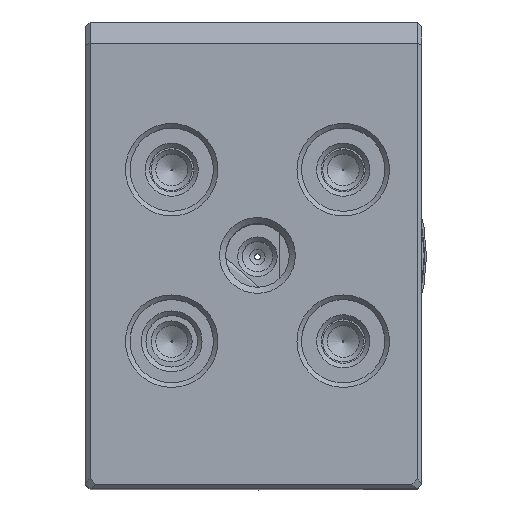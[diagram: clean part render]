
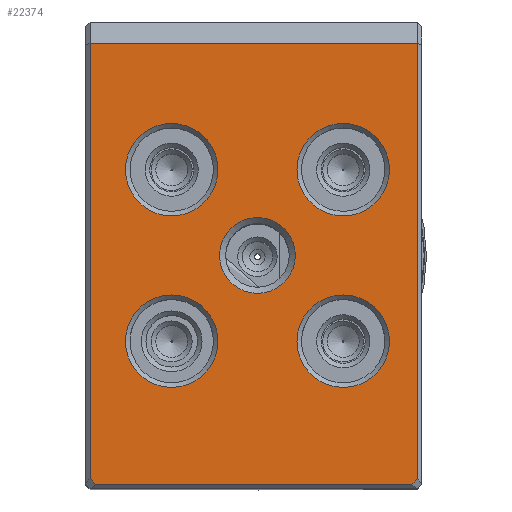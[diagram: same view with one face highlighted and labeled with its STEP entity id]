
A CAD part, top view. The second image highlights one B-rep face of the part: STEP entity #22374.
In plain terms, the highlighted planar face has unit normal (0, 0, 1).
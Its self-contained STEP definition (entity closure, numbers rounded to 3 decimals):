
#659=CIRCLE('',#23794,3.05);
#661=CIRCLE('',#23797,3.05);
#662=CIRCLE('',#23798,3.05);
#663=CIRCLE('',#23799,2.5);
#664=CIRCLE('',#23800,3.05);
#1558=FACE_BOUND('',#3927,.T.);
#1559=FACE_BOUND('',#3928,.T.);
#1560=FACE_BOUND('',#3929,.T.);
#1561=FACE_BOUND('',#3930,.T.);
#1562=FACE_BOUND('',#3931,.T.);
#2587=FACE_OUTER_BOUND('',#3926,.T.);
#3926=EDGE_LOOP('',(#15220,#15221,#15222,#15223,#15224,#15225));
#3927=EDGE_LOOP('',(#15226));
#3928=EDGE_LOOP('',(#15227));
#3929=EDGE_LOOP('',(#15228));
#3930=EDGE_LOOP('',(#15229));
#3931=EDGE_LOOP('',(#15230));
#5415=LINE('',#32737,#7313);
#5416=LINE('',#32739,#7314);
#5417=LINE('',#32741,#7315);
#5418=LINE('',#32743,#7316);
#5419=LINE('',#32745,#7317);
#5420=LINE('',#32746,#7318);
#7313=VECTOR('',#26005,28.733);
#7314=VECTOR('',#26006,0.52);
#7315=VECTOR('',#26007,20.855);
#7316=VECTOR('',#26008,0.52);
#7317=VECTOR('',#26009,28.733);
#7318=VECTOR('',#26010,21.59);
#9229=VERTEX_POINT('',#32729);
#9231=VERTEX_POINT('',#32735);
#9232=VERTEX_POINT('',#32736);
#9233=VERTEX_POINT('',#32738);
#9234=VERTEX_POINT('',#32740);
#9235=VERTEX_POINT('',#32742);
#9236=VERTEX_POINT('',#32744);
#9237=VERTEX_POINT('',#32747);
#9238=VERTEX_POINT('',#32749);
#9239=VERTEX_POINT('',#32751);
#9240=VERTEX_POINT('',#32753);
#11532=EDGE_CURVE('',#9229,#9229,#659,.T.);
#11535=EDGE_CURVE('',#9231,#9232,#5415,.T.);
#11536=EDGE_CURVE('',#9232,#9233,#5416,.T.);
#11537=EDGE_CURVE('',#9233,#9234,#5417,.T.);
#11538=EDGE_CURVE('',#9234,#9235,#5418,.T.);
#11539=EDGE_CURVE('',#9235,#9236,#5419,.T.);
#11540=EDGE_CURVE('',#9236,#9231,#5420,.T.);
#11541=EDGE_CURVE('',#9237,#9237,#661,.T.);
#11542=EDGE_CURVE('',#9238,#9238,#662,.T.);
#11543=EDGE_CURVE('',#9239,#9239,#663,.T.);
#11544=EDGE_CURVE('',#9240,#9240,#664,.T.);
#15220=ORIENTED_EDGE('',*,*,#11535,.T.);
#15221=ORIENTED_EDGE('',*,*,#11536,.T.);
#15222=ORIENTED_EDGE('',*,*,#11537,.T.);
#15223=ORIENTED_EDGE('',*,*,#11538,.T.);
#15224=ORIENTED_EDGE('',*,*,#11539,.T.);
#15225=ORIENTED_EDGE('',*,*,#11540,.T.);
#15226=ORIENTED_EDGE('',*,*,#11541,.F.);
#15227=ORIENTED_EDGE('',*,*,#11542,.F.);
#15228=ORIENTED_EDGE('',*,*,#11543,.T.);
#15229=ORIENTED_EDGE('',*,*,#11544,.F.);
#15230=ORIENTED_EDGE('',*,*,#11532,.F.);
#21734=PLANE('',#23796);
#22374=ADVANCED_FACE('',(#2587,#1558,#1559,#1560,#1561,#1562),#21734,.F.);
#23794=AXIS2_PLACEMENT_3D('',#32730,#25998,#25999);
#23796=AXIS2_PLACEMENT_3D('',#32734,#26003,#26004);
#23797=AXIS2_PLACEMENT_3D('',#32748,#26011,#26012);
#23798=AXIS2_PLACEMENT_3D('',#32750,#26013,#26014);
#23799=AXIS2_PLACEMENT_3D('',#32752,#26015,#26016);
#23800=AXIS2_PLACEMENT_3D('',#32754,#26017,#26018);
#25998=DIRECTION('center_axis',(0.,0.,1.));
#25999=DIRECTION('ref_axis',(1.,0.,0.));
#26003=DIRECTION('center_axis',(0.,0.,-1.));
#26004=DIRECTION('ref_axis',(1.,0.,0.));
#26005=DIRECTION('',(1.,0.,0.));
#26006=DIRECTION('',(0.707,0.707,0.));
#26007=DIRECTION('',(0.,1.,0.));
#26008=DIRECTION('',(-0.707,0.707,0.));
#26009=DIRECTION('',(-1.,0.,0.));
#26010=DIRECTION('',(0.,-1.,0.));
#26011=DIRECTION('center_axis',(0.,0.,1.));
#26012=DIRECTION('ref_axis',(1.,0.,0.));
#26013=DIRECTION('center_axis',(0.,0.,1.));
#26014=DIRECTION('ref_axis',(1.,0.,0.));
#26015=DIRECTION('center_axis',(0.,0.,-1.));
#26016=DIRECTION('ref_axis',(1.,0.,0.));
#26017=DIRECTION('center_axis',(0.,0.,1.));
#26018=DIRECTION('ref_axis',(1.,0.,0.));
#32729=CARTESIAN_POINT('',(-8.706,96.096,65.25));
#32730=CARTESIAN_POINT('Origin',(-5.656,96.096,65.25));
#32734=CARTESIAN_POINT('Origin',(-14.,134.817,65.25));
#32735=CARTESIAN_POINT('',(-14.,79.398,65.25));
#32736=CARTESIAN_POINT('',(14.733,79.398,65.25));
#32737=CARTESIAN_POINT('',(-14.,79.398,65.25));
#32738=CARTESIAN_POINT('',(15.1,79.765,65.25));
#32739=CARTESIAN_POINT('',(14.733,79.398,65.25));
#32740=CARTESIAN_POINT('',(15.1,100.62,65.25));
#32741=CARTESIAN_POINT('',(15.1,79.765,65.25));
#32742=CARTESIAN_POINT('',(14.733,100.988,65.25));
#32743=CARTESIAN_POINT('',(15.1,100.62,65.25));
#32744=CARTESIAN_POINT('',(-14.,100.988,65.25));
#32745=CARTESIAN_POINT('',(14.733,100.988,65.25));
#32746=CARTESIAN_POINT('',(-14.,100.988,65.25));
#32747=CARTESIAN_POINT('',(-8.706,84.783,65.25));
#32748=CARTESIAN_POINT('Origin',(-5.656,84.783,65.25));
#32749=CARTESIAN_POINT('',(2.607,96.096,65.25));
#32750=CARTESIAN_POINT('Origin',(5.657,96.096,65.25));
#32751=CARTESIAN_POINT('',(0.,87.94,65.25));
#32752=CARTESIAN_POINT('Origin',(0.,90.44,65.25));
#32753=CARTESIAN_POINT('',(2.607,84.783,65.25));
#32754=CARTESIAN_POINT('Origin',(5.657,84.783,65.25));
